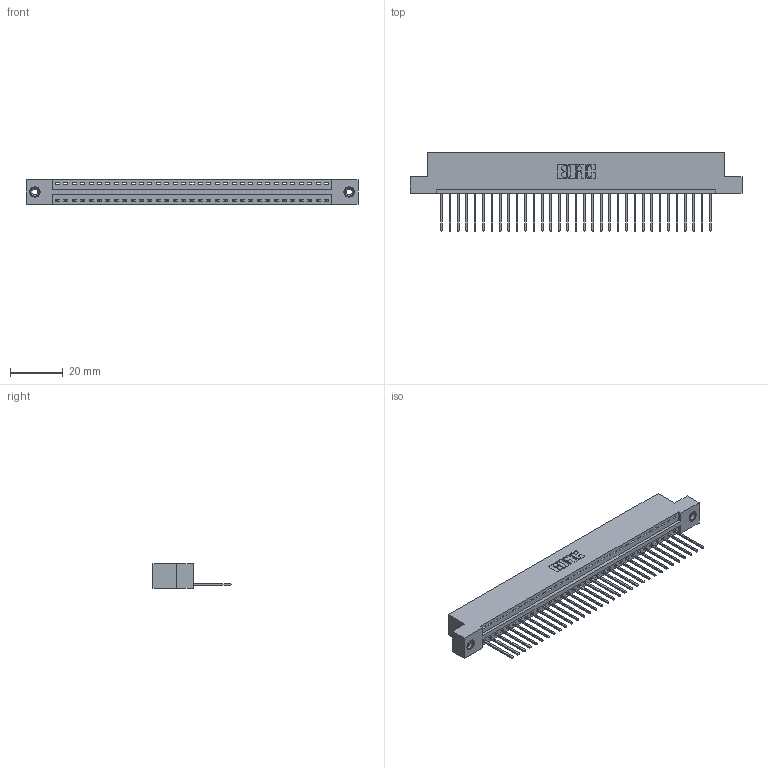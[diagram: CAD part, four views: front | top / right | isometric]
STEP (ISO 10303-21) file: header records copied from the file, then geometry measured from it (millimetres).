
FILE_DESCRIPTION (( 'STEP AP203' ), '1' );
FILE_NAME ('396-033-540-108.STEP', '2019-10-27T15:12:27', ( '' ), ( '' ), 'SwSTEP 2.0', 'SolidWorks 2016', '' );
FILE_SCHEMA (( 'CONFIG_CONTROL_DESIGN' ));
Length unit declared in the file: inch
Products named in the file (4): 346 Part_Flush Mounting Lugs - 0.156 Dia-TI; 345-250-001_345-250-003-102; 396-033-540-108; 345-292-001_345-293-140
Assembly tree (36 placements, depth 2):
  396-033-540-108
    346 Part_Flush Mounting Lugs - 0.156 Dia-TI
    345-292-001_345-293-140  x33
    345-250-001_345-250-003-102  x2
Bounding box: 125.35 x 29.46 x 9.4 mm (x, y, z)
Volume: 11974.8 mm3; surface area: 15217.9 mm2
Topology: 36 solids, 36 shells, 2096 faces, 6273 edges, 4130 vertices
Faces by surface type: plane 1428, cylinder 652, cone 12, torus 4
Entity records: 22896 total; most frequent: CARTESIAN_POINT 3910, ORIENTED_EDGE 3870, DIRECTION 3487, EDGE_CURVE 1935, VECTOR 1651, LINE 1651, VERTEX_POINT 1284, AXIS2_PLACEMENT_3D 918
